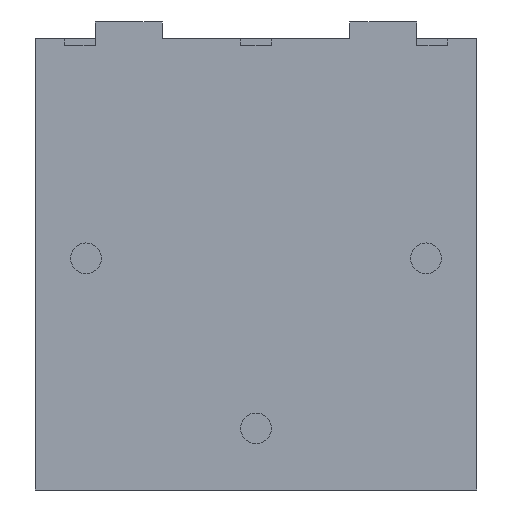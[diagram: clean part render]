
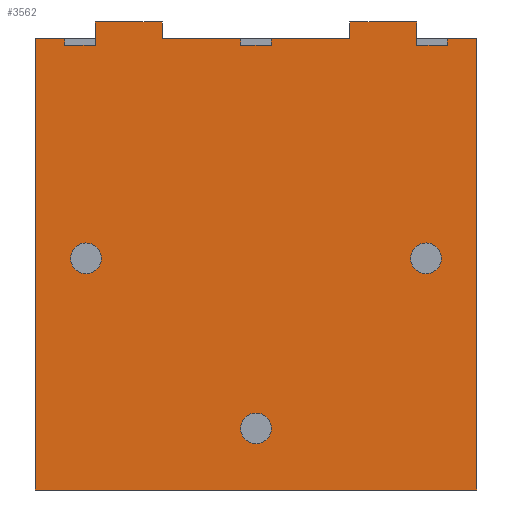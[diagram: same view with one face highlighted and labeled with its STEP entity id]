
A CAD part, front view. The second image highlights one B-rep face of the part: STEP entity #3562.
In plain terms, the highlighted planar face has unit normal (0, -1, 0).
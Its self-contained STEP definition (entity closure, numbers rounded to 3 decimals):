
#56=FACE_BOUND('',#601,.T.);
#57=FACE_BOUND('',#602,.T.);
#58=FACE_BOUND('',#603,.T.);
#194=PLANE('',#3900);
#392=FACE_OUTER_BOUND('',#600,.T.);
#600=EDGE_LOOP('',(#3278,#3279,#3280,#3281,#3282,#3283,#3284,#3285,#3286,
#3287,#3288,#3289,#3290,#3291,#3292,#3293,#3294,#3295,#3296,#3297));
#601=EDGE_LOOP('',(#3298));
#602=EDGE_LOOP('',(#3299));
#603=EDGE_LOOP('',(#3300));
#927=LINE('',#5821,#1303);
#932=LINE('',#5831,#1308);
#938=LINE('',#5845,#1314);
#940=LINE('',#5849,#1316);
#945=LINE('',#5859,#1321);
#950=LINE('',#5870,#1326);
#952=LINE('',#5873,#1328);
#953=LINE('',#5876,#1329);
#958=LINE('',#5883,#1334);
#959=LINE('',#5886,#1335);
#962=LINE('',#5890,#1338);
#966=LINE('',#5914,#1342);
#968=LINE('',#5918,#1344);
#970=LINE('',#5921,#1346);
#971=LINE('',#5924,#1347);
#973=LINE('',#5928,#1349);
#975=LINE('',#5931,#1351);
#976=LINE('',#5934,#1352);
#978=LINE('',#5938,#1354);
#980=LINE('',#5941,#1356);
#1303=VECTOR('',#4801,10.);
#1308=VECTOR('',#4810,10.);
#1314=VECTOR('',#4820,10.);
#1316=VECTOR('',#4824,10.);
#1321=VECTOR('',#4831,10.);
#1326=VECTOR('',#4840,10.);
#1328=VECTOR('',#4844,10.);
#1329=VECTOR('',#4847,10.);
#1334=VECTOR('',#4854,10.);
#1335=VECTOR('',#4857,10.);
#1338=VECTOR('',#4860,10.);
#1342=VECTOR('',#4890,10.);
#1344=VECTOR('',#4894,10.);
#1346=VECTOR('',#4898,10.);
#1347=VECTOR('',#4901,10.);
#1349=VECTOR('',#4905,10.);
#1351=VECTOR('',#4909,10.);
#1352=VECTOR('',#4912,10.);
#1354=VECTOR('',#4916,10.);
#1356=VECTOR('',#4920,10.);
#1476=CIRCLE('',#3880,0.23);
#1478=CIRCLE('',#3884,0.23);
#1480=CIRCLE('',#3888,0.23);
#1761=VERTEX_POINT('',#5815);
#1763=VERTEX_POINT('',#5819);
#1766=VERTEX_POINT('',#5829);
#1771=VERTEX_POINT('',#5842);
#1772=VERTEX_POINT('',#5844);
#1773=VERTEX_POINT('',#5848);
#1775=VERTEX_POINT('',#5853);
#1777=VERTEX_POINT('',#5857);
#1780=VERTEX_POINT('',#5867);
#1781=VERTEX_POINT('',#5869);
#1782=VERTEX_POINT('',#5875);
#1783=VERTEX_POINT('',#5881);
#1784=VERTEX_POINT('',#5885);
#1785=VERTEX_POINT('',#5888);
#1787=VERTEX_POINT('',#5894);
#1789=VERTEX_POINT('',#5901);
#1791=VERTEX_POINT('',#5908);
#1792=VERTEX_POINT('',#5913);
#1793=VERTEX_POINT('',#5917);
#1794=VERTEX_POINT('',#5923);
#1795=VERTEX_POINT('',#5927);
#1796=VERTEX_POINT('',#5933);
#1797=VERTEX_POINT('',#5937);
#2240=EDGE_CURVE('',#1761,#1763,#927,.T.);
#2245=EDGE_CURVE('',#1763,#1766,#932,.T.);
#2251=EDGE_CURVE('',#1772,#1771,#938,.T.);
#2253=EDGE_CURVE('',#1773,#1772,#940,.T.);
#2258=EDGE_CURVE('',#1775,#1777,#945,.T.);
#2263=EDGE_CURVE('',#1781,#1780,#950,.T.);
#2265=EDGE_CURVE('',#1777,#1781,#952,.T.);
#2266=EDGE_CURVE('',#1782,#1761,#953,.T.);
#2271=EDGE_CURVE('',#1771,#1783,#958,.T.);
#2272=EDGE_CURVE('',#1784,#1775,#959,.T.);
#2275=EDGE_CURVE('',#1780,#1785,#962,.T.);
#2278=EDGE_CURVE('',#1787,#1787,#1476,.T.);
#2281=EDGE_CURVE('',#1789,#1789,#1478,.T.);
#2284=EDGE_CURVE('',#1791,#1791,#1480,.T.);
#2285=EDGE_CURVE('',#1783,#1792,#966,.T.);
#2287=EDGE_CURVE('',#1792,#1793,#968,.T.);
#2289=EDGE_CURVE('',#1793,#1782,#970,.T.);
#2290=EDGE_CURVE('',#1766,#1794,#971,.T.);
#2292=EDGE_CURVE('',#1794,#1795,#973,.T.);
#2294=EDGE_CURVE('',#1784,#1795,#975,.T.);
#2295=EDGE_CURVE('',#1785,#1796,#976,.T.);
#2297=EDGE_CURVE('',#1796,#1797,#978,.T.);
#2299=EDGE_CURVE('',#1773,#1797,#980,.T.);
#3278=ORIENTED_EDGE('',*,*,#2290,.T.);
#3279=ORIENTED_EDGE('',*,*,#2292,.T.);
#3280=ORIENTED_EDGE('',*,*,#2294,.F.);
#3281=ORIENTED_EDGE('',*,*,#2272,.T.);
#3282=ORIENTED_EDGE('',*,*,#2258,.T.);
#3283=ORIENTED_EDGE('',*,*,#2265,.T.);
#3284=ORIENTED_EDGE('',*,*,#2263,.T.);
#3285=ORIENTED_EDGE('',*,*,#2275,.T.);
#3286=ORIENTED_EDGE('',*,*,#2295,.T.);
#3287=ORIENTED_EDGE('',*,*,#2297,.T.);
#3288=ORIENTED_EDGE('',*,*,#2299,.F.);
#3289=ORIENTED_EDGE('',*,*,#2253,.T.);
#3290=ORIENTED_EDGE('',*,*,#2251,.T.);
#3291=ORIENTED_EDGE('',*,*,#2271,.T.);
#3292=ORIENTED_EDGE('',*,*,#2285,.T.);
#3293=ORIENTED_EDGE('',*,*,#2287,.T.);
#3294=ORIENTED_EDGE('',*,*,#2289,.T.);
#3295=ORIENTED_EDGE('',*,*,#2266,.T.);
#3296=ORIENTED_EDGE('',*,*,#2240,.T.);
#3297=ORIENTED_EDGE('',*,*,#2245,.T.);
#3298=ORIENTED_EDGE('',*,*,#2278,.T.);
#3299=ORIENTED_EDGE('',*,*,#2281,.T.);
#3300=ORIENTED_EDGE('',*,*,#2284,.T.);
#3562=ADVANCED_FACE('',(#392,#56,#57,#58),#194,.F.);
#3880=AXIS2_PLACEMENT_3D('',#5896,#4866,#4867);
#3884=AXIS2_PLACEMENT_3D('',#5903,#4875,#4876);
#3888=AXIS2_PLACEMENT_3D('',#5910,#4884,#4885);
#3900=AXIS2_PLACEMENT_3D('',#5943,#4923,#4924);
#4801=DIRECTION('',(0.,0.,-1.));
#4810=DIRECTION('',(-1.,0.,0.));
#4820=DIRECTION('',(0.,0.,1.));
#4824=DIRECTION('',(-1.,0.,0.));
#4831=DIRECTION('',(0.,0.,-1.));
#4840=DIRECTION('',(0.,0.,1.));
#4844=DIRECTION('',(-1.,0.,0.));
#4847=DIRECTION('',(-1.,0.,0.));
#4854=DIRECTION('',(-1.,0.,0.));
#4857=DIRECTION('',(-1.,0.,0.));
#4860=DIRECTION('',(-1.,0.,0.));
#4866=DIRECTION('center_axis',(0.,1.,0.));
#4867=DIRECTION('ref_axis',(1.,0.,0.));
#4875=DIRECTION('center_axis',(0.,1.,0.));
#4876=DIRECTION('ref_axis',(1.,0.,0.));
#4884=DIRECTION('center_axis',(0.,1.,0.));
#4885=DIRECTION('ref_axis',(1.,0.,0.));
#4890=DIRECTION('',(0.,0.,-1.));
#4894=DIRECTION('',(1.,0.,0.));
#4898=DIRECTION('',(0.,0.,1.));
#4901=DIRECTION('',(0.,0.,1.));
#4905=DIRECTION('',(-1.,0.,0.));
#4909=DIRECTION('',(0.,0.,1.));
#4912=DIRECTION('',(0.,0.,1.));
#4916=DIRECTION('',(-1.,0.,0.));
#4920=DIRECTION('',(0.,0.,1.));
#4923=DIRECTION('center_axis',(0.,1.,0.));
#4924=DIRECTION('ref_axis',(1.,0.,0.));
#5815=CARTESIAN_POINT('',(2.86,0.,3.245));
#5819=CARTESIAN_POINT('',(2.86,0.,3.145));
#5821=CARTESIAN_POINT('',(2.86,0.,1.623));
#5829=CARTESIAN_POINT('',(2.4,0.,3.145));
#5831=CARTESIAN_POINT('',(1.315,0.,3.145));
#5842=CARTESIAN_POINT('',(-2.86,0.,3.245));
#5844=CARTESIAN_POINT('',(-2.86,0.,3.145));
#5845=CARTESIAN_POINT('',(-2.86,0.,1.623));
#5848=CARTESIAN_POINT('',(-2.4,0.,3.145));
#5849=CARTESIAN_POINT('',(-1.315,0.,3.145));
#5853=CARTESIAN_POINT('',(0.23,0.,3.245));
#5857=CARTESIAN_POINT('',(0.23,0.,3.145));
#5859=CARTESIAN_POINT('',(0.23,0.,1.623));
#5867=CARTESIAN_POINT('',(-0.23,0.,3.245));
#5869=CARTESIAN_POINT('',(-0.23,0.,3.145));
#5870=CARTESIAN_POINT('',(-0.23,0.,1.623));
#5873=CARTESIAN_POINT('',(0.,0.,3.145));
#5875=CARTESIAN_POINT('',(3.3,0.,3.245));
#5876=CARTESIAN_POINT('',(3.3,0.,3.245));
#5881=CARTESIAN_POINT('',(-3.3,0.,3.245));
#5883=CARTESIAN_POINT('',(-2.4,0.,3.245));
#5885=CARTESIAN_POINT('',(1.4,0.,3.245));
#5886=CARTESIAN_POINT('',(1.4,0.,3.245));
#5888=CARTESIAN_POINT('',(-1.4,0.,3.245));
#5890=CARTESIAN_POINT('',(1.4,0.,3.245));
#5894=CARTESIAN_POINT('',(-0.23,0.,-2.575));
#5896=CARTESIAN_POINT('Origin',(0.,0.,-2.575));
#5901=CARTESIAN_POINT('',(-2.77,0.,-0.035));
#5903=CARTESIAN_POINT('Origin',(-2.54,0.,-0.035));
#5908=CARTESIAN_POINT('',(2.31,0.,-0.035));
#5910=CARTESIAN_POINT('Origin',(2.54,0.,-0.035));
#5913=CARTESIAN_POINT('',(-3.3,0.,-3.495));
#5914=CARTESIAN_POINT('',(-3.3,0.,3.245));
#5917=CARTESIAN_POINT('',(3.3,0.,-3.495));
#5918=CARTESIAN_POINT('',(-3.3,0.,-3.495));
#5921=CARTESIAN_POINT('',(3.3,0.,-3.495));
#5923=CARTESIAN_POINT('',(2.4,0.,3.495));
#5924=CARTESIAN_POINT('',(2.4,0.,3.245));
#5927=CARTESIAN_POINT('',(1.4,0.,3.495));
#5928=CARTESIAN_POINT('',(2.4,0.,3.495));
#5931=CARTESIAN_POINT('',(1.4,0.,3.245));
#5933=CARTESIAN_POINT('',(-1.4,0.,3.495));
#5934=CARTESIAN_POINT('',(-1.4,0.,3.245));
#5937=CARTESIAN_POINT('',(-2.4,0.,3.495));
#5938=CARTESIAN_POINT('',(-1.4,0.,3.495));
#5941=CARTESIAN_POINT('',(-2.4,0.,3.245));
#5943=CARTESIAN_POINT('Origin',(0.,0.,0.));
